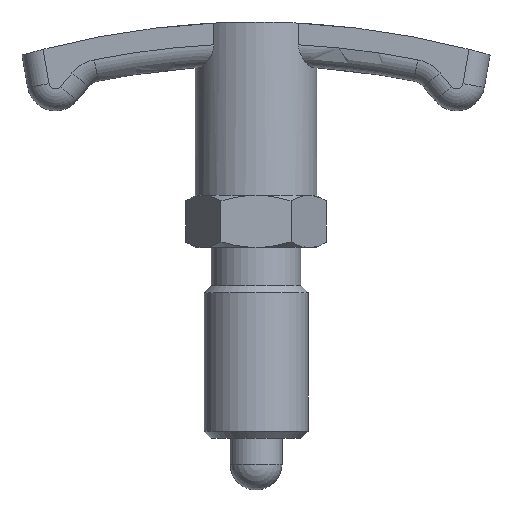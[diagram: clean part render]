
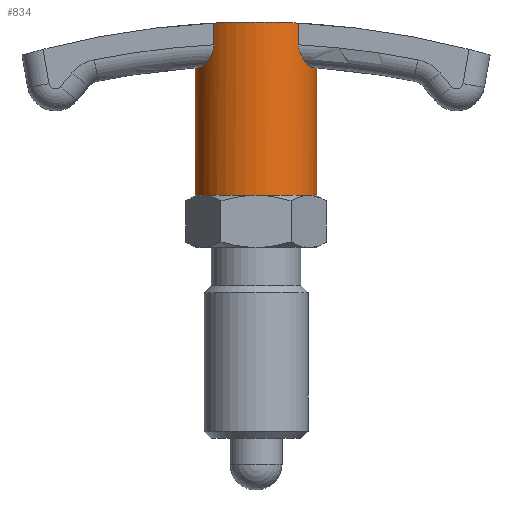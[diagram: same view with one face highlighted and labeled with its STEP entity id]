
A CAD part, top view. The second image highlights one B-rep face of the part: STEP entity #834.
In plain terms, the highlighted cylindrical face has radius 7 mm (diameter 14 mm), a partial arc.
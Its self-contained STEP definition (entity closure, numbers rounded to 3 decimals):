
#524=EDGE_CURVE('',#772,#1066,#1420,.T.);
#526=VERTEX_POINT('',#1422);
#560=VERTEX_POINT('',#1460);
#686=VERTEX_POINT('',#1596);
#758=EDGE_CURVE('',#560,#878,#1682,.T.);
#772=VERTEX_POINT('',#1697);
#834=ADVANCED_FACE('',(#1770),#1771,.T.);
#836=EDGE_CURVE('',#686,#1034,#1773,.T.);
#856=VERTEX_POINT('',#1794);
#878=VERTEX_POINT('',#1818);
#892=VERTEX_POINT('',#1833);
#966=EDGE_CURVE('',#856,#526,#1916,.T.);
#980=EDGE_CURVE('',#526,#1298,#1931,.T.);
#1034=VERTEX_POINT('',#1993);
#1066=VERTEX_POINT('',#2029);
#1138=EDGE_CURVE('',#1034,#1066,#2106,.T.);
#1166=EDGE_CURVE('',#878,#892,#2135,.T.);
#1202=EDGE_CURVE('',#772,#560,#2176,.T.);
#1204=EDGE_CURVE('',#892,#856,#2178,.T.);
#1208=VERTEX_POINT('',#2182);
#1210=EDGE_CURVE('',#1208,#686,#2184,.T.);
#1298=VERTEX_POINT('',#2280);
#1322=EDGE_CURVE('',#1298,#1208,#2309,.T.);
#1420=CIRCLE('',#2471,7.0);
#1422=CARTESIAN_POINT('',(0.,26.0,7.0));
#1460=CARTESIAN_POINT('',(7.0,20.735,0.));
#1596=CARTESIAN_POINT('',(-6.538,20.769,2.5));
#1682=B_SPLINE_CURVE_WITH_KNOTS('',3,(#2898,#2899,#2900,#2901,#2902,#2903,#2904,#2905,#2906,#2907),.UNSPECIFIED.,.F.,.F.,(4,2,2,2,4),(18.465,19.784,21.103,22.422,23.741),.UNSPECIFIED.);
#1697=CARTESIAN_POINT('',(7.0,6.0,0.0));
#1770=FACE_OUTER_BOUND('',#3040,.T.);
#1771=CYLINDRICAL_SURFACE('',#3041,7.0);
#1773=B_SPLINE_CURVE_WITH_KNOTS('',3,(#3044,#3045,#3046,#3047,#3048,#3049,#3050,#3051,#3052,#3053,#3054),.UNSPECIFIED.,.F.,.F.,(4,2,3,2,4),(-2.638,-1.319,0.0,1.319,2.638),.UNSPECIFIED.);
#1794=CARTESIAN_POINT('',(4.899,25.877,5.0));
#1818=CARTESIAN_POINT('',(6.538,20.769,2.5));
#1833=CARTESIAN_POINT('',(4.899,23.374,5.0));
#1916=B_SPLINE_CURVE_WITH_KNOTS('',3,(#3285,#3286,#3287,#3288,#3289,#3290,#3291,#3292,#3293,#3294),.UNSPECIFIED.,.F.,.F.,(4,2,2,2,4),(26.449,27.697,29.016,30.334,31.653),.UNSPECIFIED.);
#1931=B_SPLINE_CURVE_WITH_KNOTS('',3,(#3316,#3317,#3318,#3319,#3320,#3321,#3322,#3323,#3324,#3325),.UNSPECIFIED.,.F.,.F.,(4,2,2,2,4),(31.653,32.972,34.291,35.61,36.858),.UNSPECIFIED.);
#1993=CARTESIAN_POINT('',(-7.0,20.735,0.));
#2029=CARTESIAN_POINT('',(-7.0,6.0,0.));
#2106=LINE('',#3634,#3635);
#2135=B_SPLINE_CURVE_WITH_KNOTS('',3,(#3677,#3678,#3679,#3680,#3681,#3682,#3683,#3684,#3685,#3686,#3687,#3688),.UNSPECIFIED.,.F.,.F.,(4,2,2,2,2,4),(0.0,1.035,2.267,3.434,4.018,4.591),.UNSPECIFIED.);
#2176=LINE('',#3780,#3781);
#2178=LINE('',#3784,#3785);
#2182=CARTESIAN_POINT('',(-4.899,23.374,5.0));
#2184=B_SPLINE_CURVE_WITH_KNOTS('',3,(#3793,#3794,#3795,#3796,#3797,#3798,#3799,#3800,#3801,#3802,#3803,#3804),.UNSPECIFIED.,.F.,.F.,(4,2,2,2,2,4),(0.0,0.694,1.5,2.572,3.449,4.305),.UNSPECIFIED.);
#2280=CARTESIAN_POINT('',(-4.899,25.877,5.0));
#2309=LINE('',#4047,#4048);
#2471=AXIS2_PLACEMENT_3D('',#4145,#4146,#4147);
#2898=CARTESIAN_POINT('',(6.467,20.774,-2.679));
#2899=CARTESIAN_POINT('',(6.646,20.762,-2.248));
#2900=CARTESIAN_POINT('',(6.781,20.752,-1.798));
#2901=CARTESIAN_POINT('',(6.958,20.739,-0.894));
#2902=CARTESIAN_POINT('',(7.0,20.735,-0.44));
#2903=CARTESIAN_POINT('',(7.0,20.735,0.44));
#2904=CARTESIAN_POINT('',(6.958,20.739,0.894));
#2905=CARTESIAN_POINT('',(6.781,20.752,1.798));
#2906=CARTESIAN_POINT('',(6.646,20.762,2.248));
#2907=CARTESIAN_POINT('',(6.467,20.774,2.679));
#3040=EDGE_LOOP('',(#4621,#4622,#4623,#4624,#4625,#4626,#4627,#4628,#4629,#4630,#4631));
#3041=AXIS2_PLACEMENT_3D('',#4632,#4633,#4634);
#3044=CARTESIAN_POINT('',(-6.467,20.774,2.679));
#3045=CARTESIAN_POINT('',(-6.646,20.762,2.248));
#3046=CARTESIAN_POINT('',(-6.781,20.752,1.798));
#3047=CARTESIAN_POINT('',(-6.958,20.739,0.894));
#3048=CARTESIAN_POINT('',(-7.0,20.735,0.44));
#3049=CARTESIAN_POINT('',(-7.0,20.735,0.0));
#3050=CARTESIAN_POINT('',(-7.0,20.735,-0.44));
#3051=CARTESIAN_POINT('',(-6.958,20.739,-0.894));
#3052=CARTESIAN_POINT('',(-6.781,20.752,-1.798));
#3053=CARTESIAN_POINT('',(-6.646,20.762,-2.248));
#3054=CARTESIAN_POINT('',(-6.467,20.774,-2.679));
#3285=CARTESIAN_POINT('',(4.899,25.877,5.0));
#3286=CARTESIAN_POINT('',(4.601,25.892,5.292));
#3287=CARTESIAN_POINT('',(4.267,25.907,5.566));
#3288=CARTESIAN_POINT('',(3.524,25.937,6.066));
#3289=CARTESIAN_POINT('',(3.11,25.951,6.288));
#3290=CARTESIAN_POINT('',(2.248,25.975,6.646));
#3291=CARTESIAN_POINT('',(1.798,25.984,6.781));
#3292=CARTESIAN_POINT('',(0.894,25.997,6.958));
#3293=CARTESIAN_POINT('',(0.44,26.0,7.0));
#3294=CARTESIAN_POINT('',(0.,26.0,7.0));
#3316=CARTESIAN_POINT('',(0.,26.0,7.0));
#3317=CARTESIAN_POINT('',(-0.44,26.0,7.0));
#3318=CARTESIAN_POINT('',(-0.894,25.997,6.958));
#3319=CARTESIAN_POINT('',(-1.798,25.984,6.781));
#3320=CARTESIAN_POINT('',(-2.248,25.975,6.646));
#3321=CARTESIAN_POINT('',(-3.11,25.951,6.288));
#3322=CARTESIAN_POINT('',(-3.524,25.937,6.066));
#3323=CARTESIAN_POINT('',(-4.267,25.907,5.566));
#3324=CARTESIAN_POINT('',(-4.601,25.892,5.292));
#3325=CARTESIAN_POINT('',(-4.899,25.877,5.0));
#3634=CARTESIAN_POINT('',(-7.0,16.5,0.));
#3635=VECTOR('',#5019,1.0);
#3677=CARTESIAN_POINT('',(6.538,20.769,2.5));
#3678=CARTESIAN_POINT('',(6.415,20.778,2.822));
#3679=CARTESIAN_POINT('',(6.269,20.85,3.131));
#3680=CARTESIAN_POINT('',(5.924,21.116,3.749));
#3681=CARTESIAN_POINT('',(5.718,21.331,4.049));
#3682=CARTESIAN_POINT('',(5.346,21.848,4.528));
#3683=CARTESIAN_POINT('',(5.18,22.143,4.711));
#3684=CARTESIAN_POINT('',(5.006,22.626,4.893));
#3685=CARTESIAN_POINT('',(4.96,22.796,4.94));
#3686=CARTESIAN_POINT('',(4.903,23.146,4.996));
#3687=CARTESIAN_POINT('',(4.893,23.322,5.006));
#3688=CARTESIAN_POINT('',(4.902,23.5,4.997));
#3780=CARTESIAN_POINT('',(7.0,16.5,0.));
#3781=VECTOR('',#5095,1.0);
#3784=CARTESIAN_POINT('',(4.899,22.139,5.0));
#3785=VECTOR('',#5096,1.0);
#3793=CARTESIAN_POINT('',(-4.902,23.5,4.997));
#3794=CARTESIAN_POINT('',(-4.89,23.269,5.008));
#3795=CARTESIAN_POINT('',(-4.912,23.041,4.988));
#3796=CARTESIAN_POINT('',(-5.017,22.565,4.882));
#3797=CARTESIAN_POINT('',(-5.109,22.326,4.788));
#3798=CARTESIAN_POINT('',(-5.359,21.824,4.509));
#3799=CARTESIAN_POINT('',(-5.537,21.565,4.295));
#3800=CARTESIAN_POINT('',(-5.871,21.176,3.821));
#3801=CARTESIAN_POINT('',(-6.023,21.033,3.58));
#3802=CARTESIAN_POINT('',(-6.302,20.835,3.062));
#3803=CARTESIAN_POINT('',(-6.429,20.777,2.786));
#3804=CARTESIAN_POINT('',(-6.538,20.769,2.5));
#4047=CARTESIAN_POINT('',(-4.899,22.139,5.0));
#4048=VECTOR('',#5233,1.0);
#4145=CARTESIAN_POINT('',(0.0,6.0,0.0));
#4146=DIRECTION('',(0.0,-1.0,0.0));
#4147=DIRECTION('',(1.0,0.0,0.0));
#4621=ORIENTED_EDGE('',*,*,#1202,.T.);
#4622=ORIENTED_EDGE('',*,*,#758,.T.);
#4623=ORIENTED_EDGE('',*,*,#1166,.T.);
#4624=ORIENTED_EDGE('',*,*,#1204,.T.);
#4625=ORIENTED_EDGE('',*,*,#966,.T.);
#4626=ORIENTED_EDGE('',*,*,#980,.T.);
#4627=ORIENTED_EDGE('',*,*,#1322,.T.);
#4628=ORIENTED_EDGE('',*,*,#1210,.T.);
#4629=ORIENTED_EDGE('',*,*,#836,.T.);
#4630=ORIENTED_EDGE('',*,*,#1138,.T.);
#4631=ORIENTED_EDGE('',*,*,#524,.F.);
#4632=CARTESIAN_POINT('',(0.0,16.5,0.0));
#4633=DIRECTION('',(0.0,-1.0,-0.0));
#4634=DIRECTION('',(1.0,0.0,0.0));
#5019=DIRECTION('',(-0.0,-1.0,-0.0));
#5095=DIRECTION('',(0.0,1.0,0.0));
#5096=DIRECTION('',(0.0,1.0,0.0));
#5233=DIRECTION('',(-0.0,-1.0,0.0));
